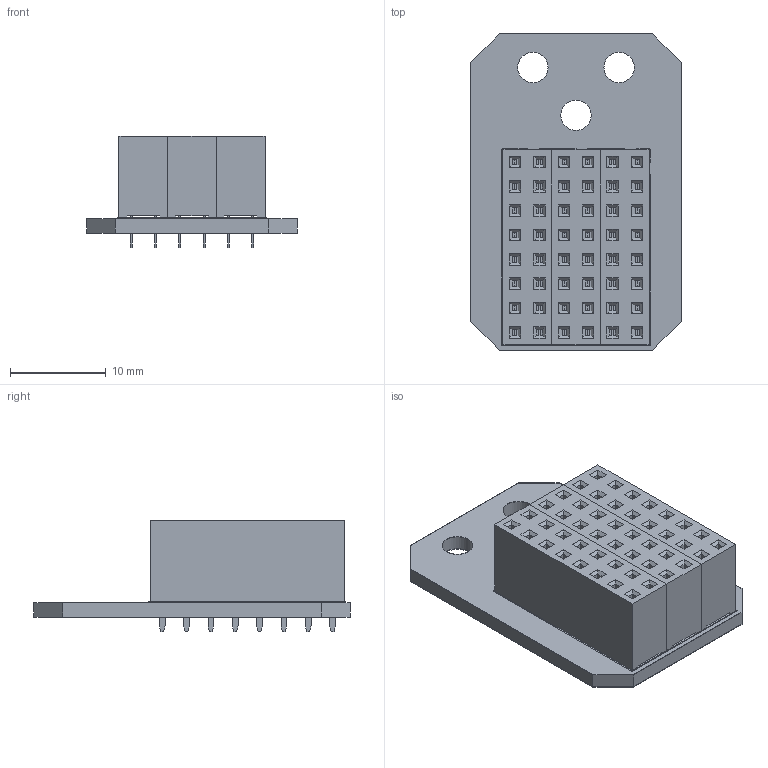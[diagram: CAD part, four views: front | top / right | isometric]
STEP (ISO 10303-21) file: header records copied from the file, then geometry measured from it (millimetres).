
FILE_DESCRIPTION(('KiCad electronic assembly'),'2;1');
FILE_NAME('back_connector_esc.step','2025-09-23T09:44:58',('Pcbnew'),( 'Kicad'),'Open CASCADE STEP processor 7.9','KiCad to STEP converter' ,'Unknown');
FILE_SCHEMA(('AUTOMOTIVE_DESIGN { 1 0 10303 214 1 1 1 1 }'));
Length unit declared in the file: millimetre
Products named in the file (5): back_connector_esc 1; PinSocket_2x08_P2.54mm_Vertical; back_connector_esc_silkscreen; back_connector_esc_soldermask; back_connector_esc_PCB
Assembly tree (6 placements, depth 2):
  back_connector_esc 1
    PinSocket_2x08_P2.54mm_Vertical  x3
    back_connector_esc_silkscreen
    back_connector_esc_soldermask
    back_connector_esc_PCB
Bounding box: 22 x 33 x 11.6 mm (x, y, z)
Volume: 3454.5 mm3; surface area: 6148.7 mm2
Topology: 4 solids, 8 shells, 1343 faces, 3694 edges, 2459 vertices
Faces by surface type: plane 1292, cylinder 51
Full cylindrical faces by diameter (mm): 1 x48, 3.2 x3
Entity records: 21930 total; most frequent: CARTESIAN_POINT 2987, ORIENTED_EDGE 2759, DIRECTION 2689, EDGE_CURVE 1470, LINE 1247, VECTOR 1247, VERTEX_POINT 1019, FACE_BOUND 730
